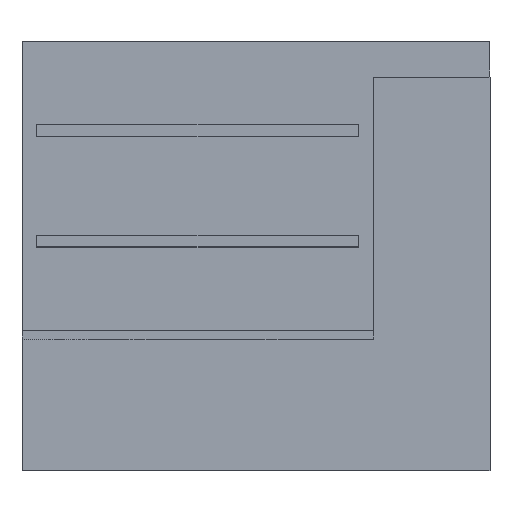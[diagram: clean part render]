
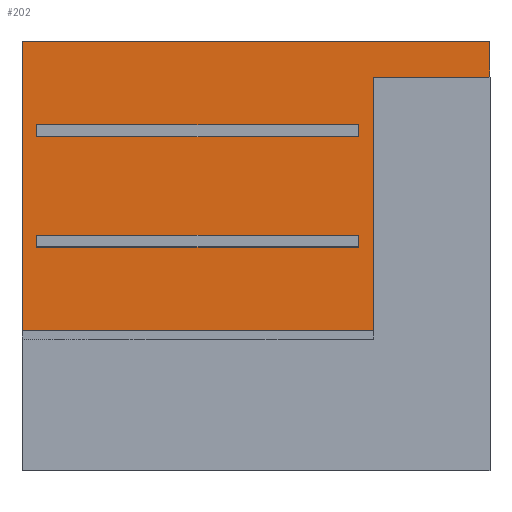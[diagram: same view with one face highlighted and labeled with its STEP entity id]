
A CAD part, top view. The second image highlights one B-rep face of the part: STEP entity #202.
In plain terms, the highlighted planar face has unit normal (0, 0, 1).
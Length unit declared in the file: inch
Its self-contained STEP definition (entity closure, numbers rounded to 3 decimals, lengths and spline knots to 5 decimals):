
#2 = VERTEX_POINT ( 'NONE', #118 ) ;
#9 = DIRECTION ( 'NONE',  ( 0., -1., 0. ) ) ;
#20 = CARTESIAN_POINT ( 'NONE',  ( 34.25, 3., 4. ) ) ;
#34 = VERTEX_POINT ( 'NONE', #439 ) ;
#35 = DIRECTION ( 'NONE',  ( -1., 0., 0. ) ) ;
#46 = EDGE_LOOP ( 'NONE', ( #479, #289, #253, #456, #251, #562 ) ) ;
#61 = VECTOR ( 'NONE', #632, 39.37008 ) ;
#67 = EDGE_CURVE ( 'NONE', #335, #34, #567, .T. ) ;
#83 = CARTESIAN_POINT ( 'NONE',  ( -73.5, 7., 4. ) ) ;
#85 = DIRECTION ( 'NONE',  ( -1., 0., 0. ) ) ;
#89 = VECTOR ( 'NONE', #475, 39.37008 ) ;
#92 = LINE ( 'NONE', #709, #395 ) ;
#94 = CARTESIAN_POINT ( 'NONE',  ( -73.5, 44., 4. ) ) ;
#111 = DIRECTION ( 'NONE',  ( 0., -1., 0. ) ) ;
#116 = VECTOR ( 'NONE', #9, 39.37008 ) ;
#118 = CARTESIAN_POINT ( 'NONE',  ( -73.5, 3., 4. ) ) ;
#124 = VECTOR ( 'NONE', #341, 39.37008 ) ;
#127 = LINE ( 'NONE', #687, #634 ) ;
#142 = CARTESIAN_POINT ( 'NONE',  ( 34.25, 40., 4. ) ) ;
#146 = DIRECTION ( 'NONE',  ( 1., 0., 0. ) ) ;
#147 = CARTESIAN_POINT ( 'NONE',  ( -73.5, 7., 4. ) ) ;
#160 = DIRECTION ( 'NONE',  ( 1., 0., 0. ) ) ;
#162 = CARTESIAN_POINT ( 'NONE',  ( 34.25, 7., 4. ) ) ;
#169 = EDGE_LOOP ( 'NONE', ( #667, #465, #722, #417 ) ) ;
#174 = ORIENTED_EDGE ( 'NONE', *, *, #406, .F. ) ;
#188 = VERTEX_POINT ( 'NONE', #505 ) ;
#195 = VERTEX_POINT ( 'NONE', #208 ) ;
#201 = CARTESIAN_POINT ( 'NONE',  ( -78.5, 72., 4. ) ) ;
#202 = ADVANCED_FACE ( 'NONE', ( #437, #696, #242 ), #726, .T. ) ;
#208 = CARTESIAN_POINT ( 'NONE',  ( 34.25, 44., 4. ) ) ;
#211 = LINE ( 'NONE', #147, #787 ) ;
#216 = VERTEX_POINT ( 'NONE', #20 ) ;
#220 = EDGE_CURVE ( 'NONE', #473, #188, #344, .T. ) ;
#228 = DIRECTION ( 'NONE',  ( 0., 1., 0. ) ) ;
#231 = VECTOR ( 'NONE', #111, 39.37008 ) ;
#239 = LINE ( 'NONE', #243, #89 ) ;
#242 = FACE_BOUND ( 'NONE', #169, .T. ) ;
#243 = CARTESIAN_POINT ( 'NONE',  ( 39.25, 60., 4. ) ) ;
#248 = CARTESIAN_POINT ( 'NONE',  ( 34.25, 44., 4. ) ) ;
#251 = ORIENTED_EDGE ( 'NONE', *, *, #604, .T. ) ;
#252 = EDGE_CURVE ( 'NONE', #662, #473, #92, .T. ) ;
#253 = ORIENTED_EDGE ( 'NONE', *, *, #67, .F. ) ;
#264 = CARTESIAN_POINT ( 'NONE',  ( 39.25, -28., 4. ) ) ;
#266 = CARTESIAN_POINT ( 'NONE',  ( -73.5, 40., 4. ) ) ;
#269 = EDGE_CURVE ( 'NONE', #304, #491, #330, .T. ) ;
#273 = LINE ( 'NONE', #764, #523 ) ;
#283 = EDGE_CURVE ( 'NONE', #491, #195, #336, .T. ) ;
#289 = ORIENTED_EDGE ( 'NONE', *, *, #324, .F. ) ;
#304 = VERTEX_POINT ( 'NONE', #506 ) ;
#317 = ORIENTED_EDGE ( 'NONE', *, *, #642, .F. ) ;
#321 = VERTEX_POINT ( 'NONE', #83 ) ;
#323 = CARTESIAN_POINT ( 'NONE',  ( 78.5, 60., 4. ) ) ;
#324 = EDGE_CURVE ( 'NONE', #34, #188, #340, .T. ) ;
#330 = LINE ( 'NONE', #266, #535 ) ;
#332 = DIRECTION ( 'NONE',  ( -1., 0., 0. ) ) ;
#335 = VERTEX_POINT ( 'NONE', #771 ) ;
#336 = LINE ( 'NONE', #142, #765 ) ;
#340 = LINE ( 'NONE', #583, #674 ) ;
#341 = DIRECTION ( 'NONE',  ( 0., 1., 0. ) ) ;
#344 = LINE ( 'NONE', #201, #458 ) ;
#358 = LINE ( 'NONE', #248, #508 ) ;
#395 = VECTOR ( 'NONE', #85, 39.37008 ) ;
#406 = EDGE_CURVE ( 'NONE', #216, #503, #273, .T. ) ;
#409 = CARTESIAN_POINT ( 'NONE',  ( 78.5, 72., 4. ) ) ;
#417 = ORIENTED_EDGE ( 'NONE', *, *, #421, .F. ) ;
#421 = EDGE_CURVE ( 'NONE', #732, #304, #468, .T. ) ;
#429 = DIRECTION ( 'NONE',  ( -1., 0., 0. ) ) ;
#437 = FACE_OUTER_BOUND ( 'NONE', #46, .T. ) ;
#439 = CARTESIAN_POINT ( 'NONE',  ( 39.25, -25., 4. ) ) ;
#446 = CARTESIAN_POINT ( 'NONE',  ( 78.5, 72., 4. ) ) ;
#453 = CARTESIAN_POINT ( 'NONE',  ( -78.5, 72., 4. ) ) ;
#456 = ORIENTED_EDGE ( 'NONE', *, *, #543, .F. ) ;
#458 = VECTOR ( 'NONE', #522, 39.37008 ) ;
#463 = CARTESIAN_POINT ( 'NONE',  ( 34.25, 40., 4. ) ) ;
#465 = ORIENTED_EDGE ( 'NONE', *, *, #283, .F. ) ;
#468 = LINE ( 'NONE', #94, #61 ) ;
#473 = VERTEX_POINT ( 'NONE', #453 ) ;
#475 = DIRECTION ( 'NONE',  ( -1., 0., 0. ) ) ;
#479 = ORIENTED_EDGE ( 'NONE', *, *, #220, .T. ) ;
#483 = AXIS2_PLACEMENT_3D ( 'NONE', #569, #754, #146 ) ;
#491 = VERTEX_POINT ( 'NONE', #463 ) ;
#498 = DIRECTION ( 'NONE',  ( 1., 0., 0. ) ) ;
#503 = VERTEX_POINT ( 'NONE', #162 ) ;
#505 = CARTESIAN_POINT ( 'NONE',  ( -78.5, -25., 4. ) ) ;
#506 = CARTESIAN_POINT ( 'NONE',  ( -73.5, 40., 4. ) ) ;
#508 = VECTOR ( 'NONE', #429, 39.37008 ) ;
#514 = EDGE_CURVE ( 'NONE', #195, #732, #358, .T. ) ;
#522 = DIRECTION ( 'NONE',  ( 0., -1., 0. ) ) ;
#523 = VECTOR ( 'NONE', #228, 39.37008 ) ;
#535 = VECTOR ( 'NONE', #160, 39.37008 ) ;
#543 = EDGE_CURVE ( 'NONE', #719, #335, #239, .T. ) ;
#556 = ORIENTED_EDGE ( 'NONE', *, *, #725, .F. ) ;
#562 = ORIENTED_EDGE ( 'NONE', *, *, #252, .T. ) ;
#566 = EDGE_LOOP ( 'NONE', ( #750, #317, #174, #556 ) ) ;
#567 = LINE ( 'NONE', #264, #116 ) ;
#569 = CARTESIAN_POINT ( 'NONE',  ( 0., 0., 4. ) ) ;
#583 = CARTESIAN_POINT ( 'NONE',  ( -78.5, -25., 4. ) ) ;
#594 = CARTESIAN_POINT ( 'NONE',  ( -73.5, 3., 4. ) ) ;
#604 = EDGE_CURVE ( 'NONE', #719, #662, #627, .T. ) ;
#620 = CARTESIAN_POINT ( 'NONE',  ( -73.5, 44., 4. ) ) ;
#626 = DIRECTION ( 'NONE',  ( 0., 1., 0. ) ) ;
#627 = LINE ( 'NONE', #446, #124 ) ;
#632 = DIRECTION ( 'NONE',  ( 0., -1., 0. ) ) ;
#634 = VECTOR ( 'NONE', #498, 39.37008 ) ;
#642 = EDGE_CURVE ( 'NONE', #503, #321, #211, .T. ) ;
#660 = LINE ( 'NONE', #594, #231 ) ;
#662 = VERTEX_POINT ( 'NONE', #409 ) ;
#667 = ORIENTED_EDGE ( 'NONE', *, *, #514, .F. ) ;
#674 = VECTOR ( 'NONE', #35, 39.37008 ) ;
#675 = EDGE_CURVE ( 'NONE', #321, #2, #660, .T. ) ;
#687 = CARTESIAN_POINT ( 'NONE',  ( 34.25, 3., 4. ) ) ;
#696 = FACE_BOUND ( 'NONE', #566, .T. ) ;
#709 = CARTESIAN_POINT ( 'NONE',  ( -78.5, 72., 4. ) ) ;
#719 = VERTEX_POINT ( 'NONE', #323 ) ;
#722 = ORIENTED_EDGE ( 'NONE', *, *, #269, .F. ) ;
#725 = EDGE_CURVE ( 'NONE', #2, #216, #127, .T. ) ;
#726 = PLANE ( 'NONE',  #483 ) ;
#732 = VERTEX_POINT ( 'NONE', #620 ) ;
#750 = ORIENTED_EDGE ( 'NONE', *, *, #675, .F. ) ;
#754 = DIRECTION ( 'NONE',  ( 0., 0., 1. ) ) ;
#764 = CARTESIAN_POINT ( 'NONE',  ( 34.25, 7., 4. ) ) ;
#765 = VECTOR ( 'NONE', #626, 39.37008 ) ;
#771 = CARTESIAN_POINT ( 'NONE',  ( 39.25, 60., 4. ) ) ;
#787 = VECTOR ( 'NONE', #332, 39.37008 ) ;
